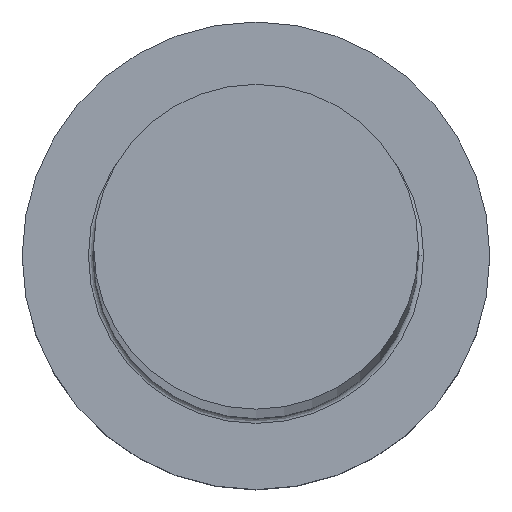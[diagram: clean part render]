
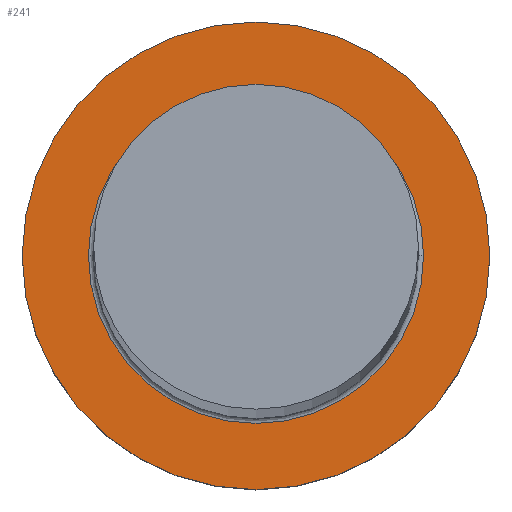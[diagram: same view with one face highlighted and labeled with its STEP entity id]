
A CAD part, top view. The second image highlights one B-rep face of the part: STEP entity #241.
In plain terms, the highlighted planar face has unit normal (0, 0, 1).
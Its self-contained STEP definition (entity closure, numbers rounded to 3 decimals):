
#4 = EDGE_CURVE ( 'NONE', #83, #266, #264, .T. ) ;
#7 = ORIENTED_EDGE ( 'NONE', *, *, #4, .T. ) ;
#13 = CARTESIAN_POINT ( 'NONE',  ( 0., 0., 7. ) ) ;
#14 = CARTESIAN_POINT ( 'NONE',  ( 0., 0., 7. ) ) ;
#20 = AXIS2_PLACEMENT_3D ( 'NONE', #14, #61, #250 ) ;
#23 = DIRECTION ( 'NONE',  ( 1., 0., 0. ) ) ;
#24 = CARTESIAN_POINT ( 'NONE',  ( -6.45, 0., 7. ) ) ;
#34 = AXIS2_PLACEMENT_3D ( 'NONE', #119, #214, #23 ) ;
#59 = ORIENTED_EDGE ( 'NONE', *, *, #158, .T. ) ;
#61 = DIRECTION ( 'NONE',  ( 0., 0., -1. ) ) ;
#63 = DIRECTION ( 'NONE',  ( 1., 0., 0. ) ) ;
#75 = ORIENTED_EDGE ( 'NONE', *, *, #176, .T. ) ;
#76 = CIRCLE ( 'NONE', #34, 6.45 ) ;
#79 = EDGE_LOOP ( 'NONE', ( #59, #75 ) ) ;
#81 = DIRECTION ( 'NONE',  ( 0., 0., 1. ) ) ;
#83 = VERTEX_POINT ( 'NONE', #224 ) ;
#94 = EDGE_CURVE ( 'NONE', #266, #83, #205, .T. ) ;
#101 = CIRCLE ( 'NONE', #20, 6.45 ) ;
#113 = DIRECTION ( 'NONE',  ( 0., 0., 1. ) ) ;
#119 = CARTESIAN_POINT ( 'NONE',  ( 0., 0., 7. ) ) ;
#127 = ORIENTED_EDGE ( 'NONE', *, *, #94, .T. ) ;
#151 = VERTEX_POINT ( 'NONE', #24 ) ;
#153 = DIRECTION ( 'NONE',  ( 1., 0., 0. ) ) ;
#157 = CARTESIAN_POINT ( 'NONE',  ( 9., 0., 7. ) ) ;
#158 = EDGE_CURVE ( 'NONE', #245, #151, #76, .T. ) ;
#170 = CARTESIAN_POINT ( 'NONE',  ( 0., 0., 7. ) ) ;
#171 = EDGE_LOOP ( 'NONE', ( #7, #127 ) ) ;
#172 = AXIS2_PLACEMENT_3D ( 'NONE', #13, #81, #212 ) ;
#176 = EDGE_CURVE ( 'NONE', #151, #245, #101, .T. ) ;
#178 = FACE_OUTER_BOUND ( 'NONE', #171, .T. ) ;
#182 = AXIS2_PLACEMENT_3D ( 'NONE', #170, #268, #153 ) ;
#191 = AXIS2_PLACEMENT_3D ( 'NONE', #277, #113, #63 ) ;
#205 = CIRCLE ( 'NONE', #172, 9. ) ;
#212 = DIRECTION ( 'NONE',  ( 1., 0., 0. ) ) ;
#214 = DIRECTION ( 'NONE',  ( 0., 0., -1. ) ) ;
#224 = CARTESIAN_POINT ( 'NONE',  ( -9., 0., 7. ) ) ;
#227 = FACE_BOUND ( 'NONE', #79, .T. ) ;
#241 = ADVANCED_FACE ( 'NONE', ( #227, #178 ), #276, .T. ) ;
#245 = VERTEX_POINT ( 'NONE', #296 ) ;
#250 = DIRECTION ( 'NONE',  ( 1., 0., 0. ) ) ;
#264 = CIRCLE ( 'NONE', #182, 9. ) ;
#266 = VERTEX_POINT ( 'NONE', #157 ) ;
#268 = DIRECTION ( 'NONE',  ( 0., 0., 1. ) ) ;
#276 = PLANE ( 'NONE',  #191 ) ;
#277 = CARTESIAN_POINT ( 'NONE',  ( 0., 0., 7. ) ) ;
#296 = CARTESIAN_POINT ( 'NONE',  ( 6.45, 0., 7. ) ) ;
